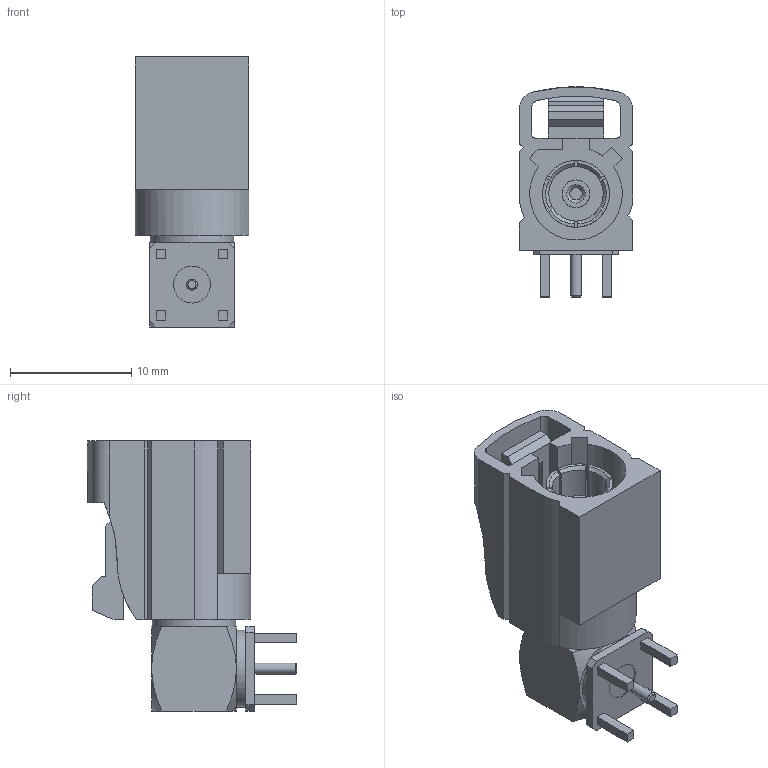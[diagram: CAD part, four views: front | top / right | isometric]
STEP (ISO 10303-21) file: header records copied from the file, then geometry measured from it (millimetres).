
FILE_DESCRIPTION (( 'STEP AP203' ), '1' );
FILE_NAME ('FMCN44243_3D.step', '2022-12-06T18:03:26', ( '' ), ( '' ), 'SwSTEP 2.0', 'SolidWorks 2021', '' );
FILE_SCHEMA (( 'CONFIG_CONTROL_DESIGN' ));
Length unit declared in the file: inch
Products named in the file (1): FMCN44243_3D
Bounding box: 9.4 x 17.32 x 22.29 mm (x, y, z)
Volume: 1538 mm3; surface area: 1987.6 mm2
Topology: 1 solids, 1 shells, 181 faces, 485 edges, 319 vertices
Faces by surface type: plane 127, cylinder 25, cone 20, bspline 9
Full cylindrical faces by diameter (mm): 0.914 x1, 1.016 x1, 2.286 x1, 3.048 x1, 3.5 x1, 4.497 x1, 5 x1, 5.513 x1, 6.35 x1, 6.883 x1
Entity records: 7278 total; most frequent: CARTESIAN_POINT 2869, ORIENTED_EDGE 930, DIRECTION 825, EDGE_CURVE 465, VERTEX_POINT 312, VECTOR 293, LINE 293, AXIS2_PLACEMENT_3D 266
